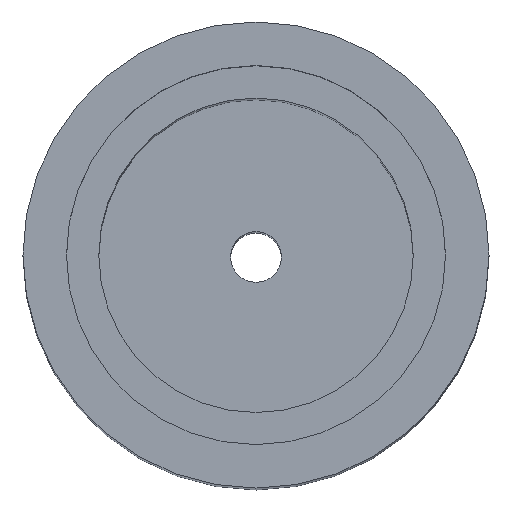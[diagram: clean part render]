
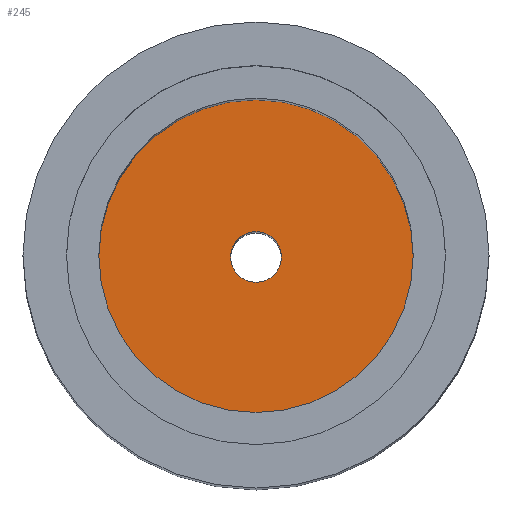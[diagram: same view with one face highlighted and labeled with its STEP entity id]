
A CAD part, top view. The second image highlights one B-rep face of the part: STEP entity #245.
In plain terms, the highlighted planar face has unit normal (0, 0, 1).
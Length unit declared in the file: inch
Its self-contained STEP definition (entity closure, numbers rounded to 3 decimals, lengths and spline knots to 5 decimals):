
#26=PLANE($,#291);
#47=FACE_BOUND($,#97,.T.);
#61=FACE_OUTER_BOUND($,#96,.T.);
#96=EDGE_LOOP($,(#212));
#97=EDGE_LOOP($,(#213));
#104=CIRCLE($,#262,0.06325);
#118=CIRCLE($,#286,0.01018);
#127=VERTEX_POINT($,#390);
#141=VERTEX_POINT($,#428);
#150=EDGE_CURVE($,#127,#127,#104,.T.);
#164=EDGE_CURVE($,#141,#141,#118,.T.);
#212=ORIENTED_EDGE($,*,*,#150,.T.);
#213=ORIENTED_EDGE($,*,*,#164,.T.);
#245=ADVANCED_FACE($,(#61,#47),#26,.T.);
#262=AXIS2_PLACEMENT_3D($,#391,#314,#315);
#286=AXIS2_PLACEMENT_3D($,#429,#362,#363);
#291=AXIS2_PLACEMENT_3D($,#467,#372,#373);
#314=DIRECTION('center_axis',(0.,0.,1.));
#315=DIRECTION('ref_axis',(-1.,0.,0.));
#362=DIRECTION('center_axis',(0.,0.,-1.));
#363=DIRECTION('ref_axis',(1.,0.,0.));
#372=DIRECTION('center_axis',(0.,0.,1.));
#373=DIRECTION('ref_axis',(1.,0.,0.));
#390=CARTESIAN_POINT('',(0.06325,0.,0.));
#391=CARTESIAN_POINT('Origin',(0.,0.,0.));
#428=CARTESIAN_POINT('',(-0.01018,0.,0.));
#429=CARTESIAN_POINT('Origin',(0.,0.,0.));
#467=CARTESIAN_POINT('Origin',(-0.07625,0.,0.));
